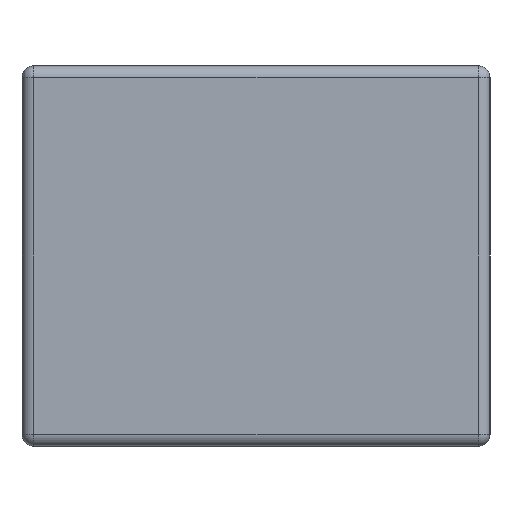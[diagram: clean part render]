
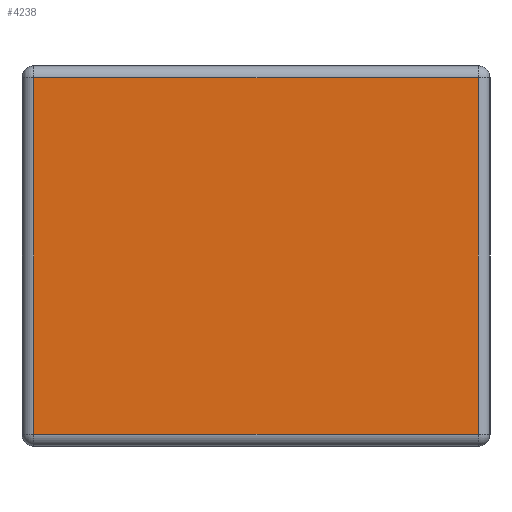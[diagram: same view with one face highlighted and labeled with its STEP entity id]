
A CAD part, left-side view. The second image highlights one B-rep face of the part: STEP entity #4238.
In plain terms, the highlighted planar face has unit normal (-1, 0, 0).
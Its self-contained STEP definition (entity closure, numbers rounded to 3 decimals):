
#319 = CARTESIAN_POINT ( 'NONE',  ( -1.6, 0.8, 0.61 ) ) ;
#940 = LINE ( 'NONE', #10740, #7970 ) ;
#1013 = DIRECTION ( 'NONE',  ( 0., 0., -1. ) ) ;
#1638 = ORIENTED_EDGE ( 'NONE', *, *, #7540, .T. ) ;
#2186 = LINE ( 'NONE', #12870, #10347 ) ;
#2233 = LINE ( 'NONE', #11779, #8459 ) ;
#2483 = LINE ( 'NONE', #319, #5977 ) ;
#2642 = EDGE_LOOP ( 'NONE', ( #13595, #1638, #5485, #10976 ) ) ;
#3013 = CARTESIAN_POINT ( 'NONE',  ( -1.6, 0.76, -0.61 ) ) ;
#3205 = DIRECTION ( 'NONE',  ( -1., 0., 0. ) ) ;
#3750 = DIRECTION ( 'NONE',  ( 0., 1., 0. ) ) ;
#4238 = ADVANCED_FACE ( 'NONE', ( #5143 ), #10647, .T. ) ;
#4394 = EDGE_CURVE ( 'NONE', #9203, #8894, #2483, .T. ) ;
#4448 = CARTESIAN_POINT ( 'NONE',  ( -1.6, 0.76, 0.61 ) ) ;
#4769 = VERTEX_POINT ( 'NONE', #13851 ) ;
#5143 = FACE_OUTER_BOUND ( 'NONE', #2642, .T. ) ;
#5317 = EDGE_CURVE ( 'NONE', #4769, #9203, #2186, .T. ) ;
#5485 = ORIENTED_EDGE ( 'NONE', *, *, #7485, .T. ) ;
#5977 = VECTOR ( 'NONE', #3750, 1000. ) ;
#7485 = EDGE_CURVE ( 'NONE', #9257, #4769, #940, .T. ) ;
#7489 = DIRECTION ( 'NONE',  ( 0., 0., 1. ) ) ;
#7540 = EDGE_CURVE ( 'NONE', #8894, #9257, #2233, .T. ) ;
#7660 = CARTESIAN_POINT ( 'NONE',  ( -1.6, 0., 0. ) ) ;
#7970 = VECTOR ( 'NONE', #10877, 1000. ) ;
#8459 = VECTOR ( 'NONE', #1013, 1000. ) ;
#8894 = VERTEX_POINT ( 'NONE', #4448 ) ;
#9203 = VERTEX_POINT ( 'NONE', #13893 ) ;
#9257 = VERTEX_POINT ( 'NONE', #3013 ) ;
#10347 = VECTOR ( 'NONE', #7489, 1000. ) ;
#10647 = PLANE ( 'NONE',  #12790 ) ;
#10740 = CARTESIAN_POINT ( 'NONE',  ( -1.6, -0.8, -0.61 ) ) ;
#10877 = DIRECTION ( 'NONE',  ( 0., -1., 0. ) ) ;
#10912 = DIRECTION ( 'NONE',  ( 0., 0., -1. ) ) ;
#10976 = ORIENTED_EDGE ( 'NONE', *, *, #5317, .T. ) ;
#11779 = CARTESIAN_POINT ( 'NONE',  ( -1.6, 0.76, -0.65 ) ) ;
#12790 = AXIS2_PLACEMENT_3D ( 'NONE', #7660, #3205, #10912 ) ;
#12870 = CARTESIAN_POINT ( 'NONE',  ( -1.6, -0.76, 0.65 ) ) ;
#13595 = ORIENTED_EDGE ( 'NONE', *, *, #4394, .T. ) ;
#13851 = CARTESIAN_POINT ( 'NONE',  ( -1.6, -0.76, -0.61 ) ) ;
#13893 = CARTESIAN_POINT ( 'NONE',  ( -1.6, -0.76, 0.61 ) ) ;
